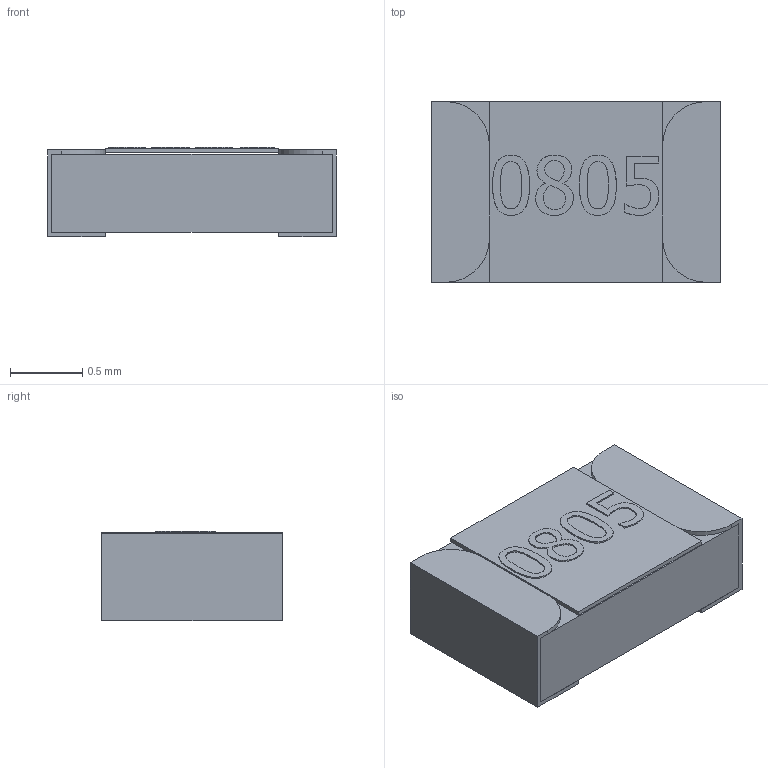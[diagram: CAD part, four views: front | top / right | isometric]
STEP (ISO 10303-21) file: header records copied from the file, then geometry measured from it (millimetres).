
FILE_DESCRIPTION(('FreeCAD Model'),'2;1');
FILE_NAME('Open CASCADE Shape Model','2025-08-06T17:49:19',('Author'),( ''),'Open CASCADE STEP processor 7.8','FreeCAD','Unknown');
FILE_SCHEMA(('AUTOMOTIVE_DESIGN { 1 0 10303 214 1 1 1 1 }'));
Length unit declared in the file: millimetre
Products named in the file (4): 0805_RES; Encapsulation; capsule; TopCover
Assembly tree (4 placements, depth 2):
  0805_RES
    Encapsulation  x2
    capsule
    TopCover
Bounding box: 2 x 1.25 x 0.62 mm (x, y, z)
Volume: 1.5 mm3; surface area: 18.4 mm2
Topology: 4 solids, 4 shells, 109 faces, 279 edges, 186 vertices
Faces by surface type: bspline 56, plane 49, cylinder 4
Entity records: 4043 total; most frequent: CARTESIAN_POINT 1414, ORIENTED_EDGE 498, EDGE_CURVE 249, DIRECTION 233, VERTEX_POINT 166, LINE 133, VECTOR 133, B_SPLINE_CURVE_WITH_KNOTS 112
